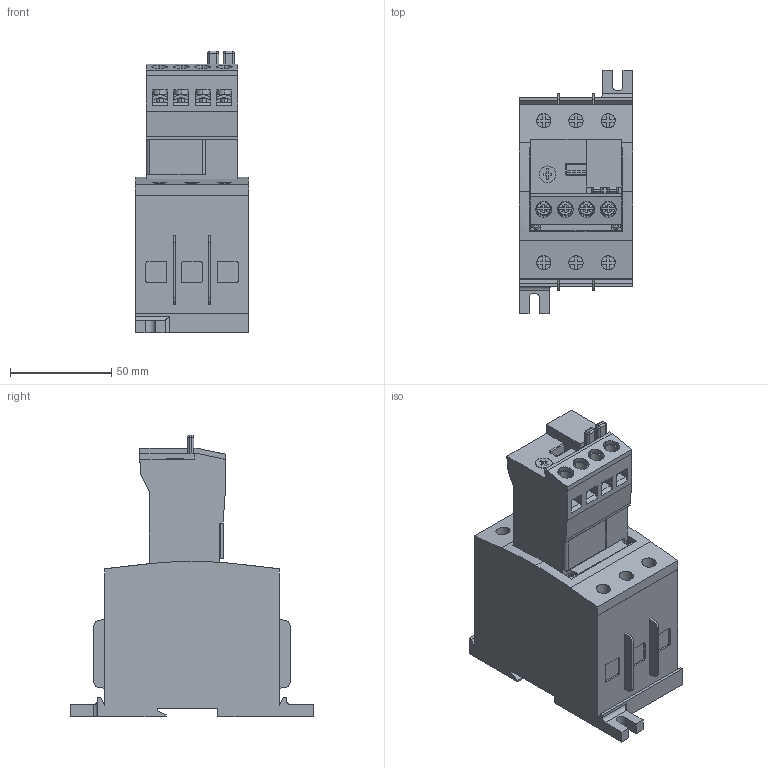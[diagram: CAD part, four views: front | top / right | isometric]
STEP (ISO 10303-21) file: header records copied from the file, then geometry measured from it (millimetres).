
FILE_DESCRIPTION (( 'STEP AP214' ), '1' );
FILE_NAME ('XTOE100GCSS.step', '2019-09-03T15:41:14', ( '' ), ( '' ), 'SwSTEP 2.0', 'SolidWorks 2018', '' );
FILE_SCHEMA (( 'AUTOMOTIVE_DESIGN' ));
Length unit declared in the file: inch
Products named in the file (1): XTOE100GCSS
Bounding box: 56 x 120 x 138.85 mm (x, y, z)
Volume: 447641.1 mm3; surface area: 60505.8 mm2
Topology: 31 solids, 31 shells, 1045 faces, 2709 edges, 1747 vertices
Faces by surface type: plane 690, cylinder 189, bspline 120, cone 32, sphere 8, torus 6
Entity records: 36427 total; most frequent: CARTESIAN_POINT 11649, ORIENTED_EDGE 5400, DIRECTION 4530, EDGE_CURVE 2700, VECTOR 1816, LINE 1816, VERTEX_POINT 1747, AXIS2_PLACEMENT_3D 1357
